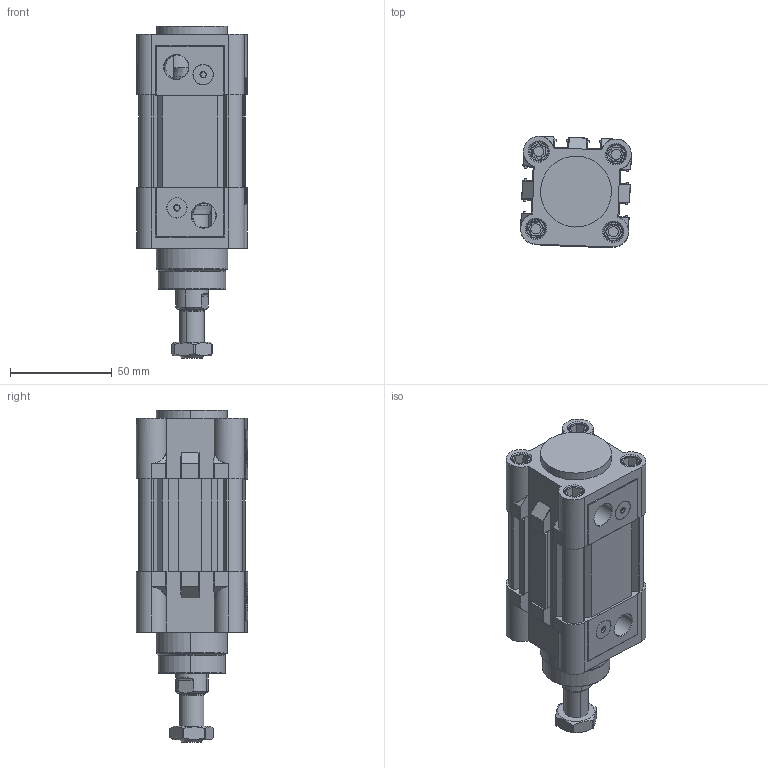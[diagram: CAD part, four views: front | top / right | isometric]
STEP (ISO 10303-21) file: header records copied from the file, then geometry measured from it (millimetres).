
FILE_DESCRIPTION (( 'STEP AP203' ), '1' );
FILE_NAME ('KDNC40X0CYLINDER.STEP', '2014-06-28T06:37:25', ( 'user' ), ( '' ), 'SwSTEP 2.0', 'SolidWorks 2013', '' );
FILE_SCHEMA (( 'CONFIG_CONTROL_DESIGN' ));
Length unit declared in the file: millimetre
Products named in the file (19): PUL 40; ORTA PÝSTON O-RÝNG 40; CIVATA 40; ARKA KAPAK 40; Piston Mili 40X0 STROK; YASTIKLAMA KEÇESÝ 40; ﾖN MﾝL KEﾇESﾝ 40; KAPAK O-RÝNGÝ 40; KDNC 40x0 BORU; V媶A 40; ORTA PÝSTON 40; SOMUN 40; 烰 KAPAK  40; YATAKLAMA BANDI 40; KDNC40X0CYLINDER; YASTIKLAMA VÝDASI 40; PÝSTON KEÇESÝ 40; YASTIKLAMA VÝDASI O-RÝNG 40; MIKNATIS 40
Assembly tree (32 placements, depth 2):
  KDNC40X0CYLINDER
    ORTA PÝSTON 40
    YATAKLAMA BANDI 40
    PÝSTON KEÇESÝ 40  x2
    MIKNATIS 40  x2
    ORTA PÝSTON O-RÝNG 40
    ARKA KAPAK 40
    YASTIKLAMA KEÇESÝ 40  x2
    KAPAK O-RÝNGÝ 40  x2
    V媶A 40
    烰 KAPAK  40
    YASTIKLAMA VÝDASI 40  x2
    YASTIKLAMA VÝDASI O-RÝNG 40  x2
    PUL 40  x2
    CIVATA 40  x8
    Piston Mili 40X0 STROK
    ﾖN MﾝL KEﾇESﾝ 40
    KDNC 40x0 BORU
    SOMUN 40
Bounding box: 54.34 x 54.55 x 163 mm (x, y, z)
Volume: 244637 mm3; surface area: 120070.4 mm2
Topology: 34 solids, 34 shells, 1440 faces, 3375 edges, 2101 vertices
Faces by surface type: plane 559, cylinder 458, cone 271, torus 116, bspline 24, sphere 12
Entity records: 33792 total; most frequent: CARTESIAN_POINT 7368, DIRECTION 5193, ORIENTED_EDGE 4900, EDGE_CURVE 2450, AXIS2_PLACEMENT_3D 2018, VERTEX_POINT 1533, EDGE_LOOP 1173, LINE 1157
